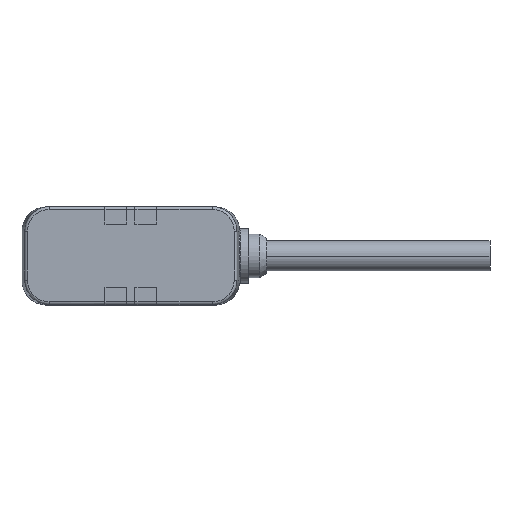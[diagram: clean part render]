
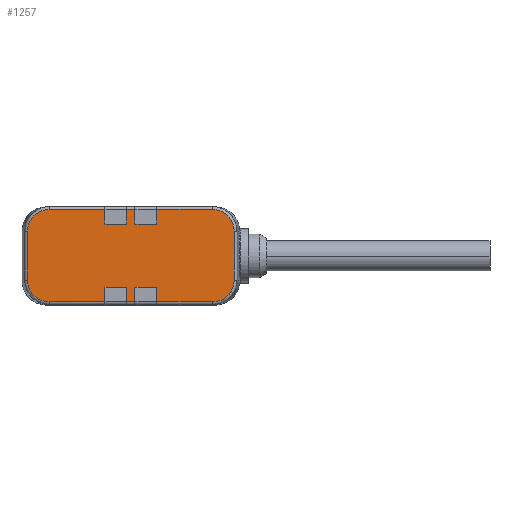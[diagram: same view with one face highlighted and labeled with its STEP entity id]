
A CAD part, top view. The second image highlights one B-rep face of the part: STEP entity #1257.
In plain terms, the highlighted planar face has unit normal (0, 0, 1).
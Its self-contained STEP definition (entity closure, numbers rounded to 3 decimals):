
#43=CARTESIAN_POINT('',(14.996,4.499,31.879));
#44=DIRECTION('',(0.,0.,-1.));
#45=DIRECTION('',(0.,1.,0.));
#46=AXIS2_PLACEMENT_3D('',#43,#44,#45);
#48=CARTESIAN_POINT('',(14.996,-4.499,31.879));
#49=DIRECTION('',(0.,0.,-1.));
#50=DIRECTION('',(1.,0.,0.));
#51=AXIS2_PLACEMENT_3D('',#48,#49,#50);
#53=DIRECTION('',(0.,-1.,0.));
#54=VECTOR('',#53,2.7);
#55=CARTESIAN_POINT('',(0.75,-5.8,31.879));
#56=LINE('',#55,#54);
#57=CARTESIAN_POINT('',(-14.996,-4.499,31.879));
#58=DIRECTION('',(0.,0.,-1.));
#59=DIRECTION('',(0.,-1.,0.));
#60=AXIS2_PLACEMENT_3D('',#57,#58,#59);
#62=CARTESIAN_POINT('',(-14.996,4.499,31.879));
#63=DIRECTION('',(0.,0.,-1.));
#64=DIRECTION('',(-1.,0.,0.));
#65=AXIS2_PLACEMENT_3D('',#62,#63,#64);
#67=DIRECTION('',(0.,-1.,0.));
#68=VECTOR('',#67,2.7);
#69=CARTESIAN_POINT('',(0.75,8.5,31.879));
#70=LINE('',#69,#68);
#71=DIRECTION('',(-1.,0.,0.));
#72=VECTOR('',#71,10.245);
#73=CARTESIAN_POINT('',(14.995,8.5,31.879));
#74=LINE('',#73,#72);
#96=DIRECTION('',(0.,-1.,0.));
#97=VECTOR('',#96,2.699);
#98=CARTESIAN_POINT('',(4.75,8.499,31.879));
#99=LINE('',#98,#97);
#100=DIRECTION('',(-1.,0.,0.));
#101=VECTOR('',#100,4.);
#102=CARTESIAN_POINT('',(-0.75,5.8,31.879));
#103=LINE('',#102,#101);
#112=DIRECTION('',(-1.,0.,0.));
#113=VECTOR('',#112,4.);
#114=CARTESIAN_POINT('',(4.75,5.8,31.879));
#115=LINE('',#114,#113);
#129=DIRECTION('',(0.,-1.,0.));
#130=VECTOR('',#129,2.7);
#131=CARTESIAN_POINT('',(-0.75,8.5,31.879));
#132=LINE('',#131,#130);
#145=DIRECTION('',(0.,1.,0.));
#146=VECTOR('',#145,2.699);
#147=CARTESIAN_POINT('',(-4.75,5.8,31.879));
#148=LINE('',#147,#146);
#162=DIRECTION('',(-1.,0.,0.));
#163=VECTOR('',#162,10.245);
#164=CARTESIAN_POINT('',(-4.75,8.499,31.879));
#165=LINE('',#164,#163);
#239=DIRECTION('',(-1.,0.,0.));
#240=VECTOR('',#239,1.5);
#241=CARTESIAN_POINT('',(0.75,8.5,31.879));
#242=LINE('',#241,#240);
#284=DIRECTION('',(0.,-1.,0.));
#285=VECTOR('',#284,9.001);
#286=CARTESIAN_POINT('',(-18.997,4.5,31.879));
#287=LINE('',#286,#285);
#455=DIRECTION('',(0.,1.,0.));
#456=VECTOR('',#455,9.001);
#457=CARTESIAN_POINT('',(18.997,-4.5,31.879));
#458=LINE('',#457,#456);
#548=DIRECTION('',(1.,0.,0.));
#549=VECTOR('',#548,10.245);
#550=CARTESIAN_POINT('',(4.75,-8.499,31.879));
#551=LINE('',#550,#549);
#560=DIRECTION('',(0.,-1.,0.));
#561=VECTOR('',#560,2.699);
#562=CARTESIAN_POINT('',(4.75,-5.8,31.879));
#563=LINE('',#562,#561);
#594=DIRECTION('',(1.,0.,0.));
#595=VECTOR('',#594,4.);
#596=CARTESIAN_POINT('',(0.75,-5.8,31.879));
#597=LINE('',#596,#595);
#606=DIRECTION('',(1.,0.,0.));
#607=VECTOR('',#606,4.);
#608=CARTESIAN_POINT('',(-4.75,-5.8,31.879));
#609=LINE('',#608,#607);
#618=DIRECTION('',(0.,-1.,0.));
#619=VECTOR('',#618,2.7);
#620=CARTESIAN_POINT('',(-0.75,-5.8,31.879));
#621=LINE('',#620,#619);
#652=DIRECTION('',(0.,1.,0.));
#653=VECTOR('',#652,2.699);
#654=CARTESIAN_POINT('',(-4.75,-8.499,31.879));
#655=LINE('',#654,#653);
#660=DIRECTION('',(1.,0.,0.));
#661=VECTOR('',#660,10.245);
#662=CARTESIAN_POINT('',(-14.995,-8.5,31.879));
#663=LINE('',#662,#661);
#664=DIRECTION('',(1.,0.,0.));
#665=VECTOR('',#664,1.5);
#666=CARTESIAN_POINT('',(-0.75,-8.5,31.879));
#667=LINE('',#666,#665);
#964=CARTESIAN_POINT('',(-14.995,-8.5,31.879));
#965=CARTESIAN_POINT('',(-18.997,-4.501,31.879));
#966=VERTEX_POINT('',#964);
#967=VERTEX_POINT('',#965);
#968=CARTESIAN_POINT('',(14.995,8.5,31.879));
#969=CARTESIAN_POINT('',(4.75,8.499,31.879));
#970=VERTEX_POINT('',#968);
#971=VERTEX_POINT('',#969);
#972=CARTESIAN_POINT('',(18.997,4.501,31.879));
#973=VERTEX_POINT('',#972);
#974=CARTESIAN_POINT('',(18.997,-4.5,31.879));
#975=VERTEX_POINT('',#974);
#976=CARTESIAN_POINT('',(14.995,-8.5,31.879));
#977=VERTEX_POINT('',#976);
#978=CARTESIAN_POINT('',(4.75,-8.499,31.879));
#979=VERTEX_POINT('',#978);
#980=CARTESIAN_POINT('',(4.75,-5.8,31.879));
#981=VERTEX_POINT('',#980);
#982=CARTESIAN_POINT('',(0.75,-5.8,31.879));
#983=VERTEX_POINT('',#982);
#984=CARTESIAN_POINT('',(0.75,-8.5,31.879));
#985=VERTEX_POINT('',#984);
#986=CARTESIAN_POINT('',(-0.75,-8.5,31.879));
#987=VERTEX_POINT('',#986);
#988=CARTESIAN_POINT('',(-0.75,-5.8,31.879));
#989=VERTEX_POINT('',#988);
#990=CARTESIAN_POINT('',(-4.75,-5.8,31.879));
#991=VERTEX_POINT('',#990);
#992=CARTESIAN_POINT('',(-4.75,-8.499,31.879));
#993=VERTEX_POINT('',#992);
#994=CARTESIAN_POINT('',(-18.997,4.5,31.879));
#995=VERTEX_POINT('',#994);
#996=CARTESIAN_POINT('',(-14.995,8.5,31.879));
#997=VERTEX_POINT('',#996);
#998=CARTESIAN_POINT('',(-4.75,8.499,31.879));
#999=VERTEX_POINT('',#998);
#1000=CARTESIAN_POINT('',(-4.75,5.8,31.879));
#1001=VERTEX_POINT('',#1000);
#1002=CARTESIAN_POINT('',(-0.75,5.8,31.879));
#1003=VERTEX_POINT('',#1002);
#1004=CARTESIAN_POINT('',(-0.75,8.5,31.879));
#1005=VERTEX_POINT('',#1004);
#1006=CARTESIAN_POINT('',(0.75,8.5,31.879));
#1007=VERTEX_POINT('',#1006);
#1008=CARTESIAN_POINT('',(0.75,5.8,31.879));
#1009=VERTEX_POINT('',#1008);
#1010=CARTESIAN_POINT('',(4.75,5.8,31.879));
#1011=VERTEX_POINT('',#1010);
#1203=CARTESIAN_POINT('',(20.,9.,31.879));
#1204=DIRECTION('',(0.,0.,1.));
#1205=DIRECTION('',(1.,0.,0.));
#1206=AXIS2_PLACEMENT_3D('',#1203,#1204,#1205);
#1207=PLANE('',#1206);
#1209=ORIENTED_EDGE('',*,*,#1208,.F.);
#1211=ORIENTED_EDGE('',*,*,#1210,.T.);
#1213=ORIENTED_EDGE('',*,*,#1212,.F.);
#1215=ORIENTED_EDGE('',*,*,#1214,.T.);
#1217=ORIENTED_EDGE('',*,*,#1216,.F.);
#1219=ORIENTED_EDGE('',*,*,#1218,.F.);
#1221=ORIENTED_EDGE('',*,*,#1220,.F.);
#1223=ORIENTED_EDGE('',*,*,#1222,.T.);
#1225=ORIENTED_EDGE('',*,*,#1224,.F.);
#1227=ORIENTED_EDGE('',*,*,#1226,.F.);
#1229=ORIENTED_EDGE('',*,*,#1228,.F.);
#1231=ORIENTED_EDGE('',*,*,#1230,.F.);
#1233=ORIENTED_EDGE('',*,*,#1232,.F.);
#1234=ORIENTED_EDGE('',*,*,#1193,.T.);
#1236=ORIENTED_EDGE('',*,*,#1235,.F.);
#1238=ORIENTED_EDGE('',*,*,#1237,.T.);
#1240=ORIENTED_EDGE('',*,*,#1239,.F.);
#1242=ORIENTED_EDGE('',*,*,#1241,.F.);
#1244=ORIENTED_EDGE('',*,*,#1243,.F.);
#1246=ORIENTED_EDGE('',*,*,#1245,.F.);
#1248=ORIENTED_EDGE('',*,*,#1247,.F.);
#1250=ORIENTED_EDGE('',*,*,#1249,.T.);
#1252=ORIENTED_EDGE('',*,*,#1251,.F.);
#1254=ORIENTED_EDGE('',*,*,#1253,.F.);
#1255=EDGE_LOOP('',(#1209,#1211,#1213,#1215,#1217,#1219,#1221,#1223,#1225,#1227,
#1229,#1231,#1233,#1234,#1236,#1238,#1240,#1242,#1244,#1246,#1248,#1250,#1252,
#1254));
#1256=FACE_OUTER_BOUND('',#1255,.F.);
#1257=ADVANCED_FACE('',(#1256),#1207,.T.);
#47=CIRCLE('',#46,4.001);
#52=CIRCLE('',#51,4.001);
#61=CIRCLE('',#60,4.001);
#66=CIRCLE('',#65,4.001);
#1193=EDGE_CURVE('',#966,#967,#61,.T.);
#1208=EDGE_CURVE('',#970,#971,#74,.T.);
#1210=EDGE_CURVE('',#970,#973,#47,.T.);
#1212=EDGE_CURVE('',#975,#973,#458,.T.);
#1214=EDGE_CURVE('',#975,#977,#52,.T.);
#1216=EDGE_CURVE('',#979,#977,#551,.T.);
#1218=EDGE_CURVE('',#981,#979,#563,.T.);
#1220=EDGE_CURVE('',#983,#981,#597,.T.);
#1222=EDGE_CURVE('',#983,#985,#56,.T.);
#1224=EDGE_CURVE('',#987,#985,#667,.T.);
#1226=EDGE_CURVE('',#989,#987,#621,.T.);
#1228=EDGE_CURVE('',#991,#989,#609,.T.);
#1230=EDGE_CURVE('',#993,#991,#655,.T.);
#1232=EDGE_CURVE('',#966,#993,#663,.T.);
#1235=EDGE_CURVE('',#995,#967,#287,.T.);
#1237=EDGE_CURVE('',#995,#997,#66,.T.);
#1239=EDGE_CURVE('',#999,#997,#165,.T.);
#1241=EDGE_CURVE('',#1001,#999,#148,.T.);
#1243=EDGE_CURVE('',#1003,#1001,#103,.T.);
#1245=EDGE_CURVE('',#1005,#1003,#132,.T.);
#1247=EDGE_CURVE('',#1007,#1005,#242,.T.);
#1249=EDGE_CURVE('',#1007,#1009,#70,.T.);
#1251=EDGE_CURVE('',#1011,#1009,#115,.T.);
#1253=EDGE_CURVE('',#971,#1011,#99,.T.);
